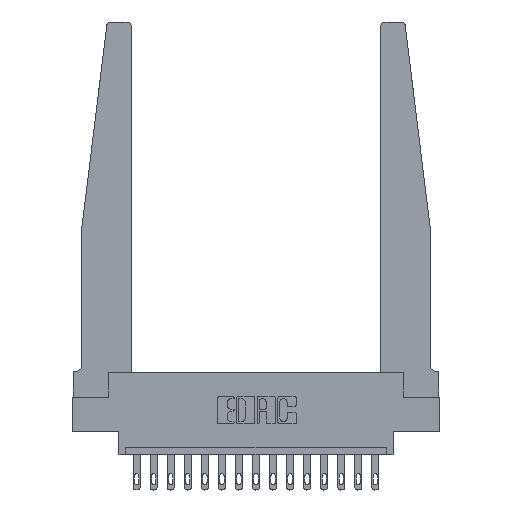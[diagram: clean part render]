
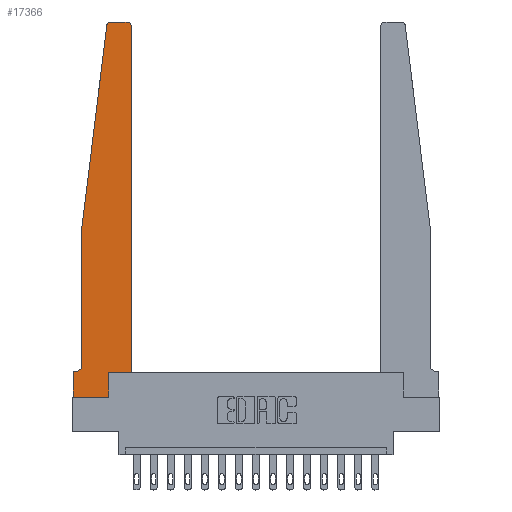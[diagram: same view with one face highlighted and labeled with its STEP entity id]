
A CAD part, top view. The second image highlights one B-rep face of the part: STEP entity #17366.
In plain terms, the highlighted planar face has unit normal (0, 0, 1).
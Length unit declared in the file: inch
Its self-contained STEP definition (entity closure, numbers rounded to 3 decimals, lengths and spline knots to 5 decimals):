
#124 = VERTEX_POINT ( 'NONE', #5463 ) ;
#164 = DIRECTION ( 'NONE',  ( -1., 0., 0. ) ) ;
#180 = LINE ( 'NONE', #5885, #374 ) ;
#374 = VECTOR ( 'NONE', #16934, 39.37008 ) ;
#431 = DIRECTION ( 'NONE',  ( -1., 0., 0. ) ) ;
#467 = CARTESIAN_POINT ( 'NONE',  ( 0., 0., 0.37 ) ) ;
#684 = ORIENTED_EDGE ( 'NONE', *, *, #9519, .T. ) ;
#790 = CARTESIAN_POINT ( 'NONE',  ( 0.015, 0.2375, 0.37 ) ) ;
#1023 = CARTESIAN_POINT ( 'NONE',  ( 0.2605, 0.18, 0.37 ) ) ;
#1246 = EDGE_CURVE ( 'NONE', #8271, #1480, #1687, .T. ) ;
#1360 = DIRECTION ( 'NONE',  ( 0., 0., 1. ) ) ;
#1447 = LINE ( 'NONE', #8351, #3160 ) ;
#1448 = PLANE ( 'NONE',  #14046 ) ;
#1480 = VERTEX_POINT ( 'NONE', #12483 ) ;
#1687 = CIRCLE ( 'NONE', #13179, 0.03 ) ;
#1808 = VERTEX_POINT ( 'NONE', #17705 ) ;
#1869 = CARTESIAN_POINT ( 'NONE',  ( 0.065, 1.25, 0.37 ) ) ;
#1976 = DIRECTION ( 'NONE',  ( 1., 0., 0. ) ) ;
#2405 = VECTOR ( 'NONE', #164, 39.37008 ) ;
#2491 = DIRECTION ( 'NONE',  ( 1., 0., 0. ) ) ;
#3047 = ORIENTED_EDGE ( 'NONE', *, *, #7050, .T. ) ;
#3067 = EDGE_CURVE ( 'NONE', #9571, #8271, #9156, .T. ) ;
#3084 = CARTESIAN_POINT ( 'NONE',  ( 0.395, 2.75, 0.37 ) ) ;
#3160 = VECTOR ( 'NONE', #12692, 39.37008 ) ;
#3242 = ORIENTED_EDGE ( 'NONE', *, *, #3067, .T. ) ;
#3315 = ORIENTED_EDGE ( 'NONE', *, *, #1246, .T. ) ;
#3554 = DIRECTION ( 'NONE',  ( 0., 1., 0. ) ) ;
#3730 = ORIENTED_EDGE ( 'NONE', *, *, #15423, .T. ) ;
#3790 = DIRECTION ( 'NONE',  ( 0., 0., 1. ) ) ;
#3868 = VERTEX_POINT ( 'NONE', #9825 ) ;
#3985 = ORIENTED_EDGE ( 'NONE', *, *, #4951, .T. ) ;
#4186 = EDGE_CURVE ( 'NONE', #3868, #6238, #11955, .T. ) ;
#4557 = CARTESIAN_POINT ( 'NONE',  ( 0.27653, 2.75, 0.37 ) ) ;
#4753 = VECTOR ( 'NONE', #17336, 39.37008 ) ;
#4923 = VECTOR ( 'NONE', #14412, 39.37008 ) ;
#4951 = EDGE_CURVE ( 'NONE', #8278, #7032, #6535, .T. ) ;
#4976 = EDGE_LOOP ( 'NONE', ( #3242, #3315, #10462, #13851, #14215, #684, #12814, #3047, #3985, #3730, #6210, #16065 ) ) ;
#5463 = CARTESIAN_POINT ( 'NONE',  ( 0.015, 0.1875, 0.37 ) ) ;
#5608 = DIRECTION ( 'NONE',  ( 0., -1., 0. ) ) ;
#5776 = LINE ( 'NONE', #7331, #2405 ) ;
#5885 = CARTESIAN_POINT ( 'NONE',  ( 0.065, 1.25, 0.37 ) ) ;
#6114 = LINE ( 'NONE', #11734, #4753 ) ;
#6188 = VERTEX_POINT ( 'NONE', #467 ) ;
#6209 = CARTESIAN_POINT ( 'NONE',  ( 0.065, 1.25, 0.37 ) ) ;
#6210 = ORIENTED_EDGE ( 'NONE', *, *, #4186, .T. ) ;
#6238 = VERTEX_POINT ( 'NONE', #13269 ) ;
#6266 = DIRECTION ( 'NONE',  ( 0., 1., 0. ) ) ;
#6364 = AXIS2_PLACEMENT_3D ( 'NONE', #12378, #3790, #2491 ) ;
#6508 = CARTESIAN_POINT ( 'NONE',  ( 0.425, 0.18, 0.37 ) ) ;
#6535 = LINE ( 'NONE', #1023, #8225 ) ;
#6994 = CARTESIAN_POINT ( 'NONE',  ( 0., 0., 0.37 ) ) ;
#7032 = VERTEX_POINT ( 'NONE', #17004 ) ;
#7050 = EDGE_CURVE ( 'NONE', #6188, #8278, #6114, .T. ) ;
#7331 = CARTESIAN_POINT ( 'NONE',  ( 0.065, 0.1875, 0.37 ) ) ;
#7454 = VECTOR ( 'NONE', #3554, 39.37008 ) ;
#7514 = VECTOR ( 'NONE', #5608, 39.37008 ) ;
#7763 = CARTESIAN_POINT ( 'NONE',  ( 0.25, 2.75, 0.37 ) ) ;
#7830 = EDGE_CURVE ( 'NONE', #8840, #1808, #180, .T. ) ;
#8225 = VECTOR ( 'NONE', #6266, 39.37008 ) ;
#8271 = VERTEX_POINT ( 'NONE', #4557 ) ;
#8278 = VERTEX_POINT ( 'NONE', #16913 ) ;
#8351 = CARTESIAN_POINT ( 'NONE',  ( 0.425, 0.18, 0.37 ) ) ;
#8419 = EDGE_CURVE ( 'NONE', #1808, #124, #15969, .T. ) ;
#8840 = VERTEX_POINT ( 'NONE', #1869 ) ;
#9001 = CARTESIAN_POINT ( 'NONE',  ( 0., 0.1875, 0.37 ) ) ;
#9156 = LINE ( 'NONE', #7763, #9770 ) ;
#9519 = EDGE_CURVE ( 'NONE', #124, #15658, #5776, .T. ) ;
#9571 = VERTEX_POINT ( 'NONE', #3084 ) ;
#9770 = VECTOR ( 'NONE', #17720, 39.37008 ) ;
#9825 = CARTESIAN_POINT ( 'NONE',  ( 0.425, 0.18, 0.37 ) ) ;
#10462 = ORIENTED_EDGE ( 'NONE', *, *, #17174, .T. ) ;
#11224 = DIRECTION ( 'NONE',  ( 1., 0., 0. ) ) ;
#11663 = CARTESIAN_POINT ( 'NONE',  ( 0.27653, 2.72, 0.37 ) ) ;
#11734 = CARTESIAN_POINT ( 'NONE',  ( 0., 0., 0.37 ) ) ;
#11955 = LINE ( 'NONE', #6508, #7454 ) ;
#12378 = CARTESIAN_POINT ( 'NONE',  ( 0.395, 2.72, 0.37 ) ) ;
#12483 = CARTESIAN_POINT ( 'NONE',  ( 0.24675, 2.72367, 0.37 ) ) ;
#12608 = FACE_OUTER_BOUND ( 'NONE', #4976, .T. ) ;
#12654 = EDGE_CURVE ( 'NONE', #15658, #6188, #17969, .T. ) ;
#12692 = DIRECTION ( 'NONE',  ( 1., 0., 0. ) ) ;
#12694 = CARTESIAN_POINT ( 'NONE',  ( 0., 0.1875, 0.37 ) ) ;
#12814 = ORIENTED_EDGE ( 'NONE', *, *, #12654, .T. ) ;
#13050 = DIRECTION ( 'NONE',  ( 0., 0., -1. ) ) ;
#13179 = AXIS2_PLACEMENT_3D ( 'NONE', #11663, #14694, #1976 ) ;
#13269 = CARTESIAN_POINT ( 'NONE',  ( 0.425, 2.72, 0.37 ) ) ;
#13851 = ORIENTED_EDGE ( 'NONE', *, *, #7830, .T. ) ;
#14046 = AXIS2_PLACEMENT_3D ( 'NONE', #12694, #1360, #11224 ) ;
#14215 = ORIENTED_EDGE ( 'NONE', *, *, #8419, .T. ) ;
#14314 = CIRCLE ( 'NONE', #6364, 0.03 ) ;
#14412 = DIRECTION ( 'NONE',  ( -0.122, -0.992, 0. ) ) ;
#14694 = DIRECTION ( 'NONE',  ( 0., 0., 1. ) ) ;
#15423 = EDGE_CURVE ( 'NONE', #7032, #3868, #1447, .T. ) ;
#15658 = VERTEX_POINT ( 'NONE', #9001 ) ;
#15969 = CIRCLE ( 'NONE', #17733, 0.05 ) ;
#16065 = ORIENTED_EDGE ( 'NONE', *, *, #16149, .T. ) ;
#16149 = EDGE_CURVE ( 'NONE', #6238, #9571, #14314, .T. ) ;
#16913 = CARTESIAN_POINT ( 'NONE',  ( 0.2605, 0., 0.37 ) ) ;
#16934 = DIRECTION ( 'NONE',  ( 0., -1., 0. ) ) ;
#17004 = CARTESIAN_POINT ( 'NONE',  ( 0.2605, 0.18, 0.37 ) ) ;
#17174 = EDGE_CURVE ( 'NONE', #1480, #8840, #17537, .T. ) ;
#17336 = DIRECTION ( 'NONE',  ( 1., 0., 0. ) ) ;
#17366 = ADVANCED_FACE ( 'NONE', ( #12608 ), #1448, .T. ) ;
#17537 = LINE ( 'NONE', #6209, #4923 ) ;
#17705 = CARTESIAN_POINT ( 'NONE',  ( 0.065, 0.2375, 0.37 ) ) ;
#17720 = DIRECTION ( 'NONE',  ( -1., 0., 0. ) ) ;
#17733 = AXIS2_PLACEMENT_3D ( 'NONE', #790, #13050, #431 ) ;
#17969 = LINE ( 'NONE', #6994, #7514 ) ;
